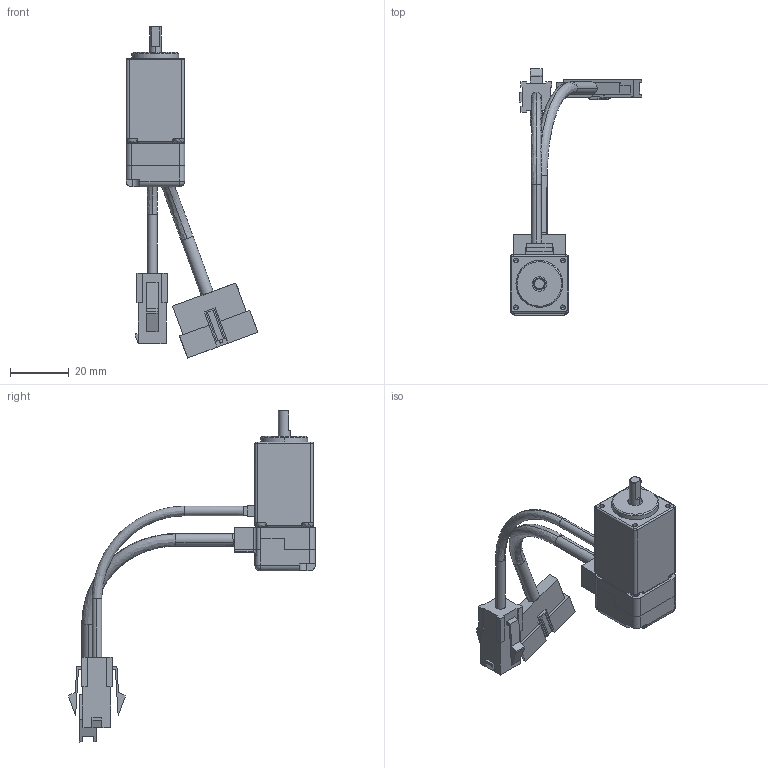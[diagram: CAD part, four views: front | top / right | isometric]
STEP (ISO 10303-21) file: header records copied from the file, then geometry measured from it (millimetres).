
FILE_DESCRIPTION (( 'STEP AP203' ), '1' );
FILE_NAME ('EzM-20M-16-assembly_131203.STEP', '2013-12-03T02:28:05', ( '' ), ( '' ), 'SwSTEP 2.0', 'SolidWorks 2012', '' );
FILE_SCHEMA (( 'CONFIG_CONTROL_DESIGN' ));
Length unit declared in the file: millimetre
Products named in the file (6): EzM-20M-16-assembly_131203; 130115 20mm ENCODER COVER_ル遽; 130115 20mm ENCODER BASE_ル遽; だお8; EzM-20M-assembly_1102093; EzM-20M-assembly_1102091
Assembly tree (5 placements, depth 2):
  EzM-20M-16-assembly_131203
    EzM-20M-assembly_1102091
    EzM-20M-assembly_1102093
    だお8
    130115 20mm ENCODER BASE_ル遽
    130115 20mm ENCODER COVER_ル遽
Bounding box: 45.01 x 84.21 x 113.42 mm (x, y, z)
Volume: 16780.9 mm3; surface area: 15042.1 mm2
Topology: 4 solids, 7 shells, 588 faces, 1504 edges, 951 vertices
Faces by surface type: plane 315, cylinder 187, cone 44, bspline 40, torus 2
Entity records: 19975 total; most frequent: CARTESIAN_POINT 5372, ORIENTED_EDGE 2936, DIRECTION 2829, EDGE_CURVE 1474, VERTEX_POINT 951, AXIS2_PLACEMENT_3D 946, VECTOR 937, LINE 937
